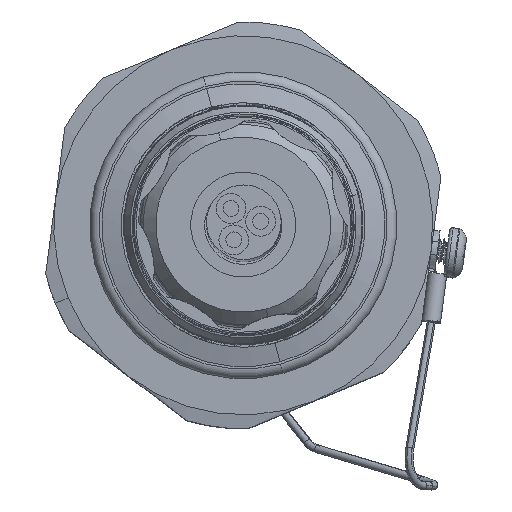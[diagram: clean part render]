
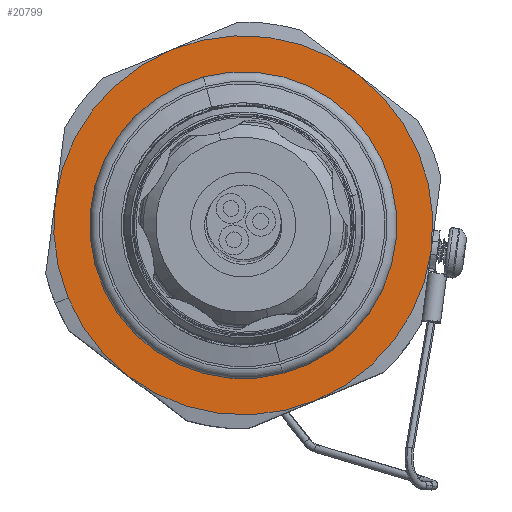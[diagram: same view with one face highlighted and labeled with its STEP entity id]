
A CAD part, top view. The second image highlights one B-rep face of the part: STEP entity #20799.
In plain terms, the highlighted planar face has unit normal (0, 0, 1).
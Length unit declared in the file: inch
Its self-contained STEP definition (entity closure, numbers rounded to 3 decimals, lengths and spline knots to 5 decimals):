
#60 = DIRECTION ( 'NONE',  ( 0., 0., 1. ) ) ;
#518 = DIRECTION ( 'NONE',  ( -0.924, -0.383, 0. ) ) ;
#845 = DIRECTION ( 'NONE',  ( 0., 0., 1. ) ) ;
#1678 = CARTESIAN_POINT ( 'NONE',  ( 0.80715, 2.22533, 1.05043 ) ) ;
#2319 = DIRECTION ( 'NONE',  ( -0.924, -0.383, 0. ) ) ;
#2791 = VERTEX_POINT ( 'NONE', #56624 ) ;
#2925 = CIRCLE ( 'NONE', #4928, 0.945 ) ;
#3778 = CARTESIAN_POINT ( 'NONE',  ( -0.06578, 1.86335, 1.05043 ) ) ;
#3849 = AXIS2_PLACEMENT_3D ( 'NONE', #55352, #21223, #45940 ) ;
#4303 = CARTESIAN_POINT ( 'NONE',  ( -0.9387, 1.50137, 1.05043 ) ) ;
#4928 = AXIS2_PLACEMENT_3D ( 'NONE', #27376, #62463, #23489 ) ;
#5041 = CARTESIAN_POINT ( 'NONE',  ( -0.06578, 1.86335, 1.05043 ) ) ;
#5179 = DIRECTION ( 'NONE',  ( -0.924, -0.383, 0. ) ) ;
#5603 = EDGE_CURVE ( 'NONE', #57205, #31390, #56677, .T. ) ;
#6201 = AXIS2_PLACEMENT_3D ( 'NONE', #33715, #60, #5179 ) ;
#8517 = CIRCLE ( 'NONE', #57808, 1.219 ) ;
#8966 = ORIENTED_EDGE ( 'NONE', *, *, #49328, .T. ) ;
#9639 = CARTESIAN_POINT ( 'NONE',  ( -1.1918, 1.39642, 1.05043 ) ) ;
#11060 = DIRECTION ( 'NONE',  ( 0., 0., 1. ) ) ;
#11220 = CARTESIAN_POINT ( 'NONE',  ( -1.27441, 2.02199, 1.05043 ) ) ;
#12936 = ORIENTED_EDGE ( 'NONE', *, *, #33104, .T. ) ;
#13265 = ORIENTED_EDGE ( 'NONE', *, *, #5603, .T. ) ;
#14946 = EDGE_CURVE ( 'NONE', #48623, #27876, #2925, .T. ) ;
#15731 = CARTESIAN_POINT ( 'NONE',  ( -0.06578, 1.86335, 1.05043 ) ) ;
#15853 = DIRECTION ( 'NONE',  ( -0.924, -0.383, 0. ) ) ;
#16808 = VERTEX_POINT ( 'NONE', #41681 ) ;
#19359 = CARTESIAN_POINT ( 'NONE',  ( -0.06578, 1.86335, 1.05043 ) ) ;
#19677 = ORIENTED_EDGE ( 'NONE', *, *, #41942, .T. ) ;
#20116 = DIRECTION ( 'NONE',  ( -0.924, -0.383, 0. ) ) ;
#20799 = ADVANCED_FACE ( 'NONE', ( #27866, #42928 ), #62002, .T. ) ;
#21223 = DIRECTION ( 'NONE',  ( 0., 0., 1. ) ) ;
#21282 = ORIENTED_EDGE ( 'NONE', *, *, #62523, .T. ) ;
#21837 = CIRCLE ( 'NONE', #33087, 0.945 ) ;
#23489 = DIRECTION ( 'NONE',  ( 0.924, 0.383, 0. ) ) ;
#24344 = CARTESIAN_POINT ( 'NONE',  ( 1.14286, 1.70472, 1.05043 ) ) ;
#27376 = CARTESIAN_POINT ( 'NONE',  ( -0.06578, 1.86335, 1.05043 ) ) ;
#27866 = FACE_BOUND ( 'NONE', #41547, .T. ) ;
#27876 = VERTEX_POINT ( 'NONE', #4303 ) ;
#28794 = DIRECTION ( 'NONE',  ( 0., 0., 1. ) ) ;
#29990 = CARTESIAN_POINT ( 'NONE',  ( -0.06578, 1.86335, 1.05043 ) ) ;
#30346 = AXIS2_PLACEMENT_3D ( 'NONE', #29990, #845, #15853 ) ;
#31390 = VERTEX_POINT ( 'NONE', #11220 ) ;
#31514 = CIRCLE ( 'NONE', #3849, 1.219 ) ;
#31879 = EDGE_CURVE ( 'NONE', #16808, #57205, #35711, .T. ) ;
#32271 = AXIS2_PLACEMENT_3D ( 'NONE', #43887, #28794, #20116 ) ;
#33087 = AXIS2_PLACEMENT_3D ( 'NONE', #5041, #58097, #52943 ) ;
#33104 = EDGE_CURVE ( 'NONE', #31390, #57917, #45114, .T. ) ;
#33688 = AXIS2_PLACEMENT_3D ( 'NONE', #19359, #54445, #43440 ) ;
#33715 = CARTESIAN_POINT ( 'NONE',  ( -0.06578, 1.86335, 1.05043 ) ) ;
#35711 = CIRCLE ( 'NONE', #33688, 1.219 ) ;
#37158 = VERTEX_POINT ( 'NONE', #24344 ) ;
#39324 = CIRCLE ( 'NONE', #63038, 1.219 ) ;
#41547 = EDGE_LOOP ( 'NONE', ( #58632, #61551 ) ) ;
#41681 = CARTESIAN_POINT ( 'NONE',  ( 0.67592, 2.83074, 1.05043 ) ) ;
#41942 = EDGE_CURVE ( 'NONE', #2791, #37158, #52950, .T. ) ;
#42928 = FACE_OUTER_BOUND ( 'NONE', #62938, .T. ) ;
#43440 = DIRECTION ( 'NONE',  ( -0.924, -0.383, 0. ) ) ;
#43887 = CARTESIAN_POINT ( 'NONE',  ( 0.98279, 1.86377, 1.05043 ) ) ;
#44128 = CARTESIAN_POINT ( 'NONE',  ( -0.06578, 1.86335, 1.05043 ) ) ;
#45114 = CIRCLE ( 'NONE', #6201, 1.219 ) ;
#45940 = DIRECTION ( 'NONE',  ( -0.924, -0.383, 0. ) ) ;
#48393 = AXIS2_PLACEMENT_3D ( 'NONE', #44128, #11060, #518 ) ;
#48623 = VERTEX_POINT ( 'NONE', #1678 ) ;
#49212 = CARTESIAN_POINT ( 'NONE',  ( -0.80747, 0.89596, 1.05043 ) ) ;
#49328 = EDGE_CURVE ( 'NONE', #63580, #2791, #39324, .T. ) ;
#49488 = ORIENTED_EDGE ( 'NONE', *, *, #56349, .T. ) ;
#52943 = DIRECTION ( 'NONE',  ( 0.924, 0.383, 0. ) ) ;
#52950 = CIRCLE ( 'NONE', #30346, 1.219 ) ;
#53598 = DIRECTION ( 'NONE',  ( 0., 0., 1. ) ) ;
#54445 = DIRECTION ( 'NONE',  ( 0., 0., 1. ) ) ;
#55352 = CARTESIAN_POINT ( 'NONE',  ( -0.06578, 1.86335, 1.05043 ) ) ;
#55992 = DIRECTION ( 'NONE',  ( 0., 0., 1. ) ) ;
#56349 = EDGE_CURVE ( 'NONE', #37158, #16808, #8517, .T. ) ;
#56374 = EDGE_CURVE ( 'NONE', #27876, #48623, #21837, .T. ) ;
#56624 = CARTESIAN_POINT ( 'NONE',  ( 0.40116, 0.73733, 1.05043 ) ) ;
#56677 = CIRCLE ( 'NONE', #48393, 1.219 ) ;
#57205 = VERTEX_POINT ( 'NONE', #63246 ) ;
#57216 = ORIENTED_EDGE ( 'NONE', *, *, #31879, .T. ) ;
#57763 = DIRECTION ( 'NONE',  ( -0.924, -0.383, 0. ) ) ;
#57808 = AXIS2_PLACEMENT_3D ( 'NONE', #3778, #53598, #57763 ) ;
#57917 = VERTEX_POINT ( 'NONE', #9639 ) ;
#58097 = DIRECTION ( 'NONE',  ( 0., 0., -1. ) ) ;
#58632 = ORIENTED_EDGE ( 'NONE', *, *, #56374, .T. ) ;
#61551 = ORIENTED_EDGE ( 'NONE', *, *, #14946, .T. ) ;
#62002 = PLANE ( 'NONE',  #32271 ) ;
#62463 = DIRECTION ( 'NONE',  ( 0., 0., -1. ) ) ;
#62523 = EDGE_CURVE ( 'NONE', #57917, #63580, #31514, .T. ) ;
#62938 = EDGE_LOOP ( 'NONE', ( #12936, #21282, #8966, #19677, #49488, #57216, #13265 ) ) ;
#63038 = AXIS2_PLACEMENT_3D ( 'NONE', #15731, #55992, #2319 ) ;
#63246 = CARTESIAN_POINT ( 'NONE',  ( -0.53271, 2.98938, 1.05043 ) ) ;
#63580 = VERTEX_POINT ( 'NONE', #49212 ) ;
